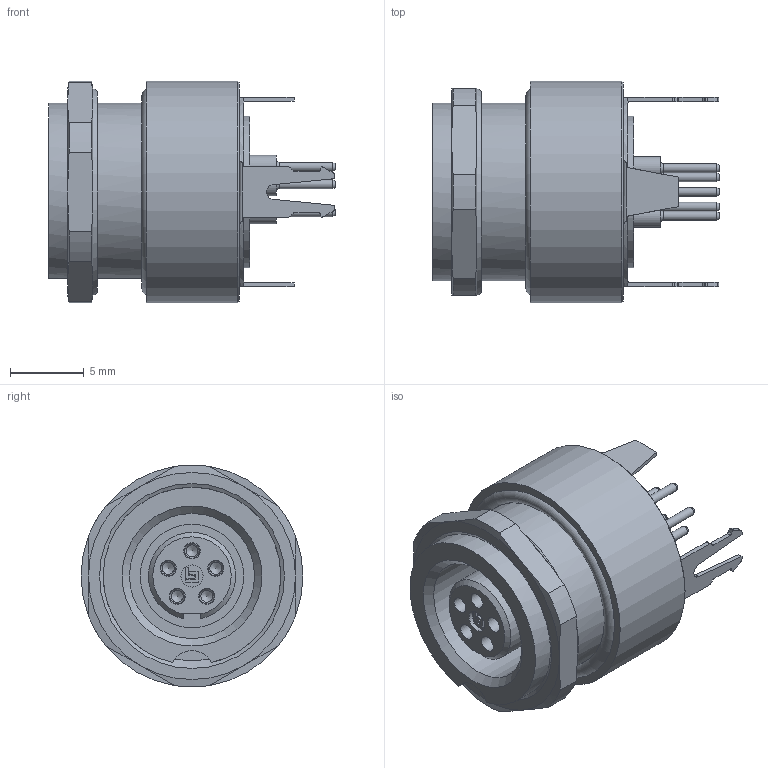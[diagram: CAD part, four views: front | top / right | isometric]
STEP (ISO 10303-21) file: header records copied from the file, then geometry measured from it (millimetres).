
FILE_DESCRIPTION(/* description */ (''),/* implementation_level */ '2;1');
FILE_NAME(/* name */ '09-0416-35-05_bg.stp',/* time_stamp */ '2010-09-01T15:44:45+02:00',/* author */ (''),/* organization */ (''),/* preprocessor_version */ 'ST-DEVELOPER v11',/* originating_system */ 'UGS - NX 5.0',/* authorisation */ '');
FILE_SCHEMA (('CONFIG_CONTROL_DESIGN'));
Length unit declared in the file: millimetre
Products named in the file (1): kborF7AB2blj
Bounding box: 19.4 x 15 x 15 mm (x, y, z)
Volume: 1632.6 mm3; surface area: 1889 mm2
Topology: 1 solids, 1 shells, 258 faces, 668 edges, 441 vertices
Faces by surface type: plane 130, cylinder 74, cone 48, torus 6
Full cylindrical faces by diameter (mm): 0.6 x5, 1.1 x5, 1.5 x1, 1.55 x5, 7 x1, 8.459 x1, 9.65 x1, 10.25 x1, 12 x1, 15 x1
Entity records: 7796 total; most frequent: CARTESIAN_POINT 1697, DIRECTION 1262, ORIENTED_EDGE 1182, EDGE_CURVE 591, AXIS2_PLACEMENT_3D 490, VERTEX_POINT 415, EDGE_LOOP 335, LINE 282
